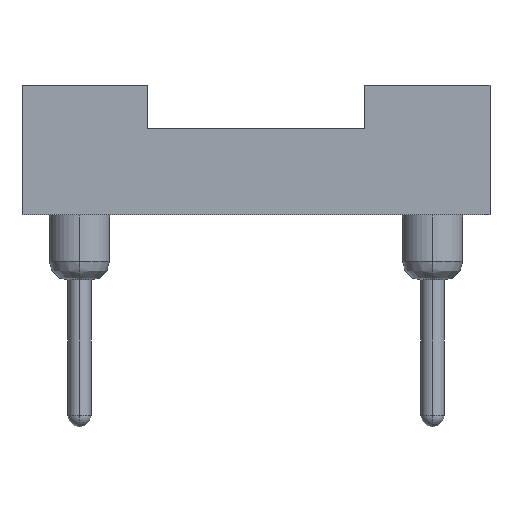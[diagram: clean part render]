
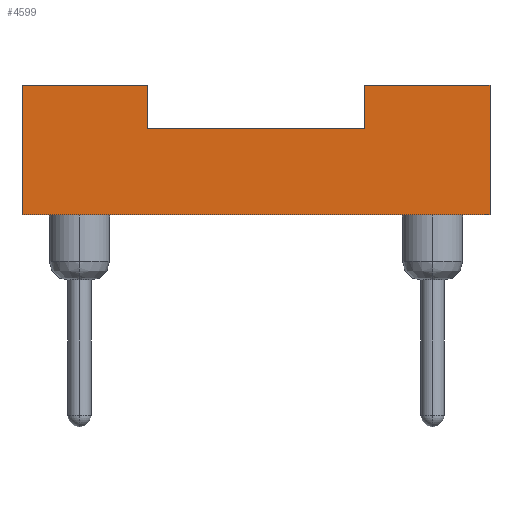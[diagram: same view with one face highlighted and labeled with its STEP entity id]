
A CAD part, front view. The second image highlights one B-rep face of the part: STEP entity #4599.
In plain terms, the highlighted planar face has unit normal (0, -1, 0).
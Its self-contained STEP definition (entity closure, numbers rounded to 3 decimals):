
#4091=CARTESIAN_POINT('',(2.35,-6.35,3.27));
#4092=VERTEX_POINT('',#4091);
#4125=CARTESIAN_POINT('',(-2.35,-6.35,3.27));
#4126=VERTEX_POINT('',#4125);
#4133=CARTESIAN_POINT('',(-2.35,-6.35,3.27));
#4134=DIRECTION('',(1.0,0.0,0.0));
#4135=VECTOR('',#4134,4.7);
#4136=LINE('',#4133,#4135);
#4137=EDGE_CURVE('',#4126,#4092,#4136,.T.);
#4165=CARTESIAN_POINT('',(5.05,-6.35,1.4));
#4166=VERTEX_POINT('',#4165);
#4173=CARTESIAN_POINT('',(-5.05,-6.35,1.4));
#4174=VERTEX_POINT('',#4173);
#4175=CARTESIAN_POINT('',(5.05,-6.35,1.4));
#4176=DIRECTION('',(-1.0,0.0,0.0));
#4177=VECTOR('',#4176,10.1);
#4178=LINE('',#4175,#4177);
#4179=EDGE_CURVE('',#4166,#4174,#4178,.T.);
#4321=CARTESIAN_POINT('',(5.05,-6.35,4.2));
#4322=VERTEX_POINT('',#4321);
#4329=CARTESIAN_POINT('',(5.05,-6.35,1.4));
#4330=DIRECTION('',(0.0,0.0,1.0));
#4331=VECTOR('',#4330,2.8);
#4332=LINE('',#4329,#4331);
#4333=EDGE_CURVE('',#4166,#4322,#4332,.T.);
#4353=CARTESIAN_POINT('',(-5.05,-6.35,4.2));
#4354=VERTEX_POINT('',#4353);
#4355=CARTESIAN_POINT('',(-5.05,-6.35,1.4));
#4356=DIRECTION('',(0.0,0.0,1.0));
#4357=VECTOR('',#4356,2.8);
#4358=LINE('',#4355,#4357);
#4359=EDGE_CURVE('',#4174,#4354,#4358,.T.);
#4384=CARTESIAN_POINT('',(-2.35,-6.35,4.2));
#4385=VERTEX_POINT('',#4384);
#4386=CARTESIAN_POINT('',(-2.35,-6.35,4.2));
#4387=DIRECTION('',(-1.0,0.0,0.0));
#4388=VECTOR('',#4387,2.7);
#4389=LINE('',#4386,#4388);
#4390=EDGE_CURVE('',#4385,#4354,#4389,.T.);
#4423=CARTESIAN_POINT('',(-2.35,-6.35,3.27));
#4424=DIRECTION('',(0.0,0.0,1.0));
#4425=VECTOR('',#4424,0.93);
#4426=LINE('',#4423,#4425);
#4427=EDGE_CURVE('',#4126,#4385,#4426,.T.);
#4451=CARTESIAN_POINT('',(2.35,-6.35,4.2));
#4452=VERTEX_POINT('',#4451);
#4453=CARTESIAN_POINT('',(2.35,-6.35,3.27));
#4454=DIRECTION('',(0.0,0.0,1.0));
#4455=VECTOR('',#4454,0.93);
#4456=LINE('',#4453,#4455);
#4457=EDGE_CURVE('',#4092,#4452,#4456,.T.);
#4480=CARTESIAN_POINT('',(5.05,-6.35,4.2));
#4481=DIRECTION('',(-1.0,0.0,0.0));
#4482=VECTOR('',#4481,2.7);
#4483=LINE('',#4480,#4482);
#4484=EDGE_CURVE('',#4322,#4452,#4483,.T.);
#4584=CARTESIAN_POINT('',(5.05,-6.35,1.4));
#4585=DIRECTION('',(0.0,-1.0,0.0));
#4586=DIRECTION('',(0.0,0.0,-1.0));
#4587=AXIS2_PLACEMENT_3D('',#4584,#4585,#4586);
#4588=PLANE('',#4587);
#4589=ORIENTED_EDGE('',*,*,#4484,.T.);
#4590=ORIENTED_EDGE('',*,*,#4457,.F.);
#4591=ORIENTED_EDGE('',*,*,#4137,.F.);
#4592=ORIENTED_EDGE('',*,*,#4427,.T.);
#4593=ORIENTED_EDGE('',*,*,#4390,.T.);
#4594=ORIENTED_EDGE('',*,*,#4359,.F.);
#4595=ORIENTED_EDGE('',*,*,#4179,.F.);
#4596=ORIENTED_EDGE('',*,*,#4333,.T.);
#4597=EDGE_LOOP('',(#4589,#4590,#4591,#4592,#4593,#4594,#4595,#4596));
#4598=FACE_OUTER_BOUND('',#4597,.T.);
#4599=ADVANCED_FACE('',(#4598),#4588,.T.);
